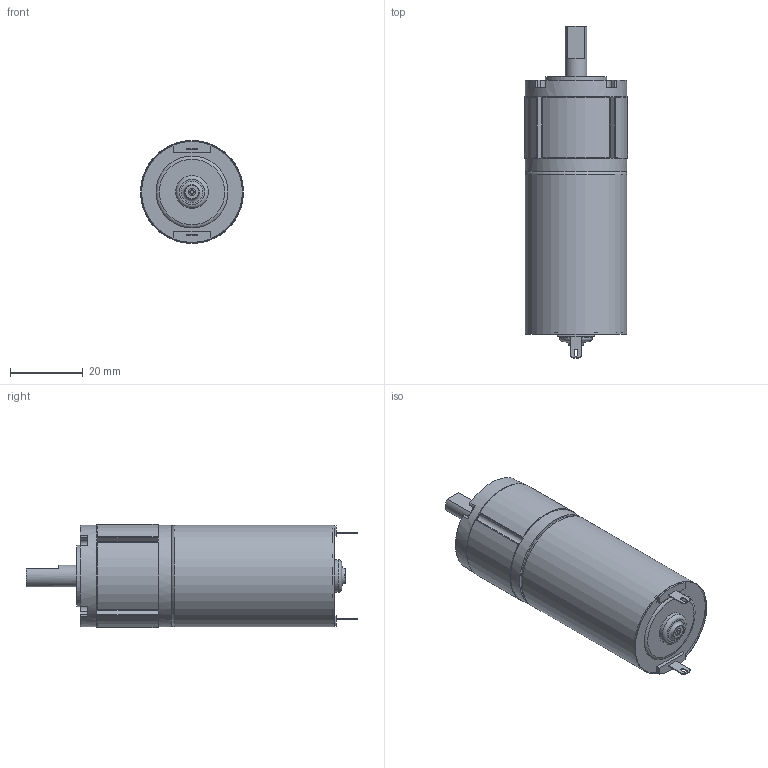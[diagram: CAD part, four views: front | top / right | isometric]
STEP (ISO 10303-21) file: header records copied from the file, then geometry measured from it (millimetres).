
FILE_DESCRIPTION(('HOOPS Exchange Step'),'2;1');
FILE_NAME('311d2b50226852cf266da208508afb8520210204-1-19qfnjt.SLDPRT.step','2021-02-04T06:59:18+00:00',('root'),('Unknown organisation'),'HOOPS Exchange 2021.0','HOOPS Exchange','Unknown authorisation');
FILE_SCHEMA( ('AUTOMOTIVE_DESIGN { 1 0 10303 214 1 1 1 1 }') );
Length unit declared in the file: millimetre
Products named in the file (2): Default; 311d2b50226852cf266da208508afb8520210204-1-19qfnjt
Assembly tree (1 placements, depth 2):
  311d2b50226852cf266da208508afb8520210204-1-19qfnjt
    Default
Bounding box: 28.4 x 91.5 x 28.4 mm (x, y, z)
Volume: 43430.4 mm3; surface area: 8875.5 mm2
Topology: 1 solids, 2 shells, 196 faces, 523 edges, 347 vertices
Faces by surface type: plane 116, cylinder 65, torus 15
Full cylindrical faces by diameter (mm): 2 x4, 3 x4, 3.8 x1, 6 x1, 9 x1, 11.4 x1, 12.4 x1, 13 x1, 13.6 x1, 14.6 x1, 15 x1, 17 x1, 28 x3
Entity records: 6474 total; most frequent: CARTESIAN_POINT 1189, DIRECTION 1157, ORIENTED_EDGE 1046, EDGE_CURVE 523, AXIS2_PLACEMENT_3D 455, VERTEX_POINT 347, CIRCLE 256, VECTOR 247
